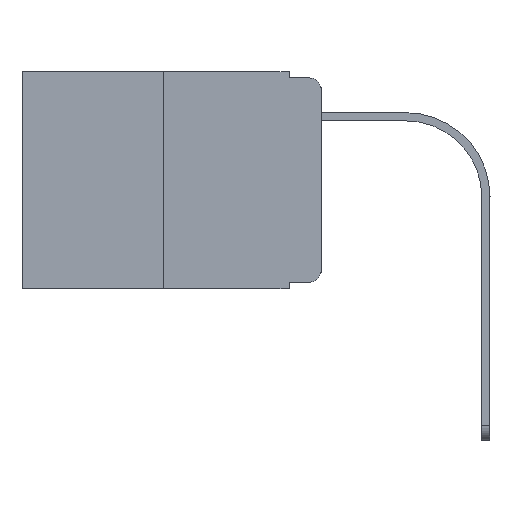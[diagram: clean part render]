
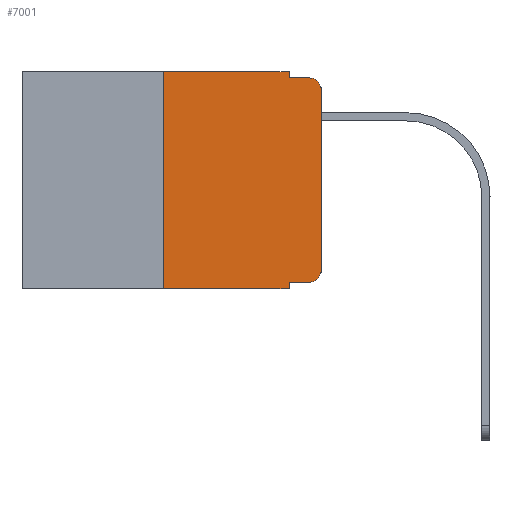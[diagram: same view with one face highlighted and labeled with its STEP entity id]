
A CAD part, left-side view. The second image highlights one B-rep face of the part: STEP entity #7001.
In plain terms, the highlighted planar face has unit normal (-1, 0, 0).
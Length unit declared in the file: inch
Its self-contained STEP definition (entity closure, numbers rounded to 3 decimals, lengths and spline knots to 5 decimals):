
#21 = ORIENTED_EDGE ( 'NONE', *, *, #9669, .T. ) ;
#104 = VERTEX_POINT ( 'NONE', #9467 ) ;
#117 = EDGE_CURVE ( 'NONE', #2905, #912, #4831, .T. ) ;
#434 = ORIENTED_EDGE ( 'NONE', *, *, #8168, .F. ) ;
#453 = ORIENTED_EDGE ( 'NONE', *, *, #1396, .T. ) ;
#643 = DIRECTION ( 'NONE',  ( -1., 0., 0. ) ) ;
#665 = ORIENTED_EDGE ( 'NONE', *, *, #1082, .T. ) ;
#801 = CARTESIAN_POINT ( 'NONE',  ( 0., 0.051, -0.01 ) ) ;
#835 = VECTOR ( 'NONE', #7970, 39.37008 ) ;
#912 = VERTEX_POINT ( 'NONE', #1003 ) ;
#1003 = CARTESIAN_POINT ( 'NONE',  ( 0., 0.02, -0.01 ) ) ;
#1082 = EDGE_CURVE ( 'NONE', #7221, #1130, #2826, .T. ) ;
#1130 = VERTEX_POINT ( 'NONE', #8366 ) ;
#1184 = DIRECTION ( 'NONE',  ( 0., 0., -1. ) ) ;
#1209 = VERTEX_POINT ( 'NONE', #9245 ) ;
#1364 = VECTOR ( 'NONE', #8438, 39.37008 ) ;
#1396 = EDGE_CURVE ( 'NONE', #9300, #104, #9704, .T. ) ;
#1815 = CIRCLE ( 'NONE', #2976, 0.02 ) ;
#2006 = PLANE ( 'NONE',  #4854 ) ;
#2016 = CARTESIAN_POINT ( 'NONE',  ( 0., 0.02, -0.313 ) ) ;
#2249 = LINE ( 'NONE', #2922, #4677 ) ;
#2474 = VERTEX_POINT ( 'NONE', #6018 ) ;
#2523 = CARTESIAN_POINT ( 'NONE',  ( 0., 0., 0. ) ) ;
#2740 = CARTESIAN_POINT ( 'NONE',  ( 0., 0., -0.313 ) ) ;
#2763 = CARTESIAN_POINT ( 'NONE',  ( 0., 0.25, 0. ) ) ;
#2823 = VECTOR ( 'NONE', #3732, 39.37008 ) ;
#2826 = LINE ( 'NONE', #5951, #8984 ) ;
#2892 = FACE_OUTER_BOUND ( 'NONE', #6411, .T. ) ;
#2905 = VERTEX_POINT ( 'NONE', #801 ) ;
#2922 = CARTESIAN_POINT ( 'NONE',  ( 0., 0.473, 0. ) ) ;
#2976 = AXIS2_PLACEMENT_3D ( 'NONE', #2016, #5209, #8231 ) ;
#3058 = EDGE_CURVE ( 'NONE', #104, #912, #7772, .T. ) ;
#3102 = VERTEX_POINT ( 'NONE', #4018 ) ;
#3424 = LINE ( 'NONE', #6552, #1364 ) ;
#3457 = CARTESIAN_POINT ( 'NONE',  ( 0., 0.25, -0.343 ) ) ;
#3489 = CARTESIAN_POINT ( 'NONE',  ( 0., 0.25, 0. ) ) ;
#3527 = EDGE_CURVE ( 'NONE', #1209, #1130, #6835, .T. ) ;
#3638 = LINE ( 'NONE', #2763, #5679 ) ;
#3720 = ORIENTED_EDGE ( 'NONE', *, *, #3058, .T. ) ;
#3732 = DIRECTION ( 'NONE',  ( 0., -1., 0. ) ) ;
#3748 = VECTOR ( 'NONE', #7906, 39.37008 ) ;
#4005 = ORIENTED_EDGE ( 'NONE', *, *, #7673, .F. ) ;
#4018 = CARTESIAN_POINT ( 'NONE',  ( 0., 0.051, 0. ) ) ;
#4677 = VECTOR ( 'NONE', #6830, 39.37008 ) ;
#4777 = CARTESIAN_POINT ( 'NONE',  ( 0., 0.051, -0.01 ) ) ;
#4831 = LINE ( 'NONE', #4777, #835 ) ;
#4854 = AXIS2_PLACEMENT_3D ( 'NONE', #5086, #5247, #7471 ) ;
#5072 = CARTESIAN_POINT ( 'NONE',  ( 0., 0.051, 0. ) ) ;
#5086 = CARTESIAN_POINT ( 'NONE',  ( 0., 0.473, 0. ) ) ;
#5209 = DIRECTION ( 'NONE',  ( -1., 0., 0. ) ) ;
#5247 = DIRECTION ( 'NONE',  ( 1., 0., 0. ) ) ;
#5597 = ORIENTED_EDGE ( 'NONE', *, *, #117, .F. ) ;
#5679 = VECTOR ( 'NONE', #7538, 39.37008 ) ;
#5951 = CARTESIAN_POINT ( 'NONE',  ( 0., 0.473, -0.343 ) ) ;
#5977 = LINE ( 'NONE', #6079, #2823 ) ;
#6018 = CARTESIAN_POINT ( 'NONE',  ( 0., 0.02, -0.333 ) ) ;
#6053 = DIRECTION ( 'NONE',  ( 0., -1., 0. ) ) ;
#6079 = CARTESIAN_POINT ( 'NONE',  ( 0., 0.051, -0.333 ) ) ;
#6163 = EDGE_CURVE ( 'NONE', #8669, #3102, #2249, .T. ) ;
#6411 = EDGE_LOOP ( 'NONE', ( #453, #3720, #5597, #434, #8471, #4005, #665, #9586, #21, #9361 ) ) ;
#6552 = CARTESIAN_POINT ( 'NONE',  ( 0., 0.051, 0. ) ) ;
#6830 = DIRECTION ( 'NONE',  ( 0., -1., 0. ) ) ;
#6835 = LINE ( 'NONE', #5072, #8734 ) ;
#7001 = ADVANCED_FACE ( 'NONE', ( #2892 ), #2006, .F. ) ;
#7221 = VERTEX_POINT ( 'NONE', #3457 ) ;
#7471 = DIRECTION ( 'NONE',  ( 0., 0., -1. ) ) ;
#7538 = DIRECTION ( 'NONE',  ( 0., 0., 1. ) ) ;
#7667 = CARTESIAN_POINT ( 'NONE',  ( 0., 0.02, -0.03 ) ) ;
#7673 = EDGE_CURVE ( 'NONE', #7221, #8669, #3638, .T. ) ;
#7772 = CIRCLE ( 'NONE', #8075, 0.02 ) ;
#7906 = DIRECTION ( 'NONE',  ( 0., 0., 1. ) ) ;
#7970 = DIRECTION ( 'NONE',  ( 0., -1., 0. ) ) ;
#8075 = AXIS2_PLACEMENT_3D ( 'NONE', #7667, #643, #10111 ) ;
#8168 = EDGE_CURVE ( 'NONE', #3102, #2905, #3424, .T. ) ;
#8231 = DIRECTION ( 'NONE',  ( 0., 0., -1. ) ) ;
#8366 = CARTESIAN_POINT ( 'NONE',  ( 0., 0.051, -0.343 ) ) ;
#8438 = DIRECTION ( 'NONE',  ( 0., 0., -1. ) ) ;
#8471 = ORIENTED_EDGE ( 'NONE', *, *, #6163, .F. ) ;
#8669 = VERTEX_POINT ( 'NONE', #3489 ) ;
#8734 = VECTOR ( 'NONE', #1184, 39.37008 ) ;
#8984 = VECTOR ( 'NONE', #6053, 39.37008 ) ;
#9108 = EDGE_CURVE ( 'NONE', #2474, #9300, #1815, .T. ) ;
#9245 = CARTESIAN_POINT ( 'NONE',  ( 0., 0.051, -0.333 ) ) ;
#9300 = VERTEX_POINT ( 'NONE', #2740 ) ;
#9361 = ORIENTED_EDGE ( 'NONE', *, *, #9108, .T. ) ;
#9467 = CARTESIAN_POINT ( 'NONE',  ( 0., 0., -0.03 ) ) ;
#9586 = ORIENTED_EDGE ( 'NONE', *, *, #3527, .F. ) ;
#9669 = EDGE_CURVE ( 'NONE', #1209, #2474, #5977, .T. ) ;
#9704 = LINE ( 'NONE', #2523, #3748 ) ;
#10111 = DIRECTION ( 'NONE',  ( 0., 0., -1. ) ) ;
